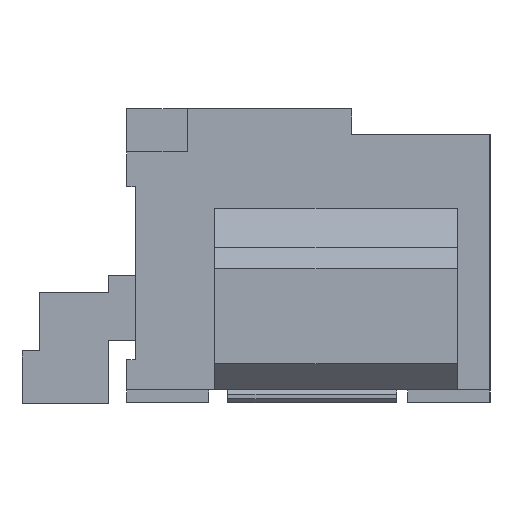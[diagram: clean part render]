
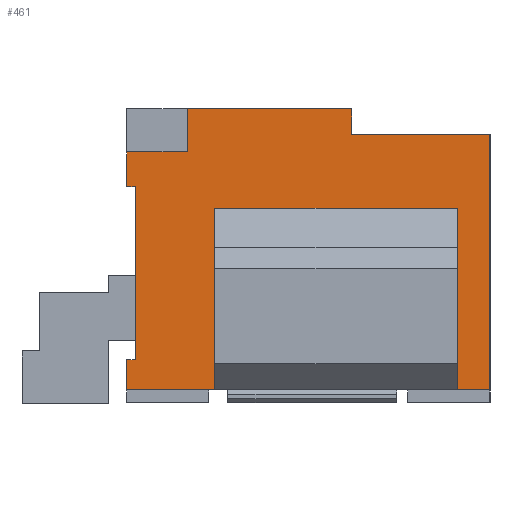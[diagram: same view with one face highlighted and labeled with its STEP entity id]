
A CAD part, left-side view. The second image highlights one B-rep face of the part: STEP entity #461.
In plain terms, the highlighted planar face has unit normal (-1, 0, 0).
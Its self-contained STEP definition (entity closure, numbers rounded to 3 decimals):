
#461 = ADVANCED_FACE( '', ( #974 ), #975, .T. );
#974 = FACE_OUTER_BOUND( '', #1580, .T. );
#975 = PLANE( '', #1581 );
#1580 = EDGE_LOOP( '', ( #2502, #2503, #2504, #2505, #2506, #2507, #2508, #2509, #2510, #2511, #2512, #2513, #2514, #2515, #2516, #2517 ) );
#1581 = AXIS2_PLACEMENT_3D( '', #2518, #2519, #2520 );
#2502 = ORIENTED_EDGE( '', *, *, #4163, .F. );
#2503 = ORIENTED_EDGE( '', *, *, #4164, .T. );
#2504 = ORIENTED_EDGE( '', *, *, #4165, .F. );
#2505 = ORIENTED_EDGE( '', *, *, #3946, .F. );
#2506 = ORIENTED_EDGE( '', *, *, #4166, .T. );
#2507 = ORIENTED_EDGE( '', *, *, #4167, .F. );
#2508 = ORIENTED_EDGE( '', *, *, #4168, .T. );
#2509 = ORIENTED_EDGE( '', *, *, #4169, .T. );
#2510 = ORIENTED_EDGE( '', *, *, #3955, .F. );
#2511 = ORIENTED_EDGE( '', *, *, #4026, .F. );
#2512 = ORIENTED_EDGE( '', *, *, #4092, .F. );
#2513 = ORIENTED_EDGE( '', *, *, #4002, .T. );
#2514 = ORIENTED_EDGE( '', *, *, #4170, .F. );
#2515 = ORIENTED_EDGE( '', *, *, #4171, .T. );
#2516 = ORIENTED_EDGE( '', *, *, #4172, .T. );
#2517 = ORIENTED_EDGE( '', *, *, #4173, .T. );
#2518 = CARTESIAN_POINT( '', ( -5.875, 0., 0. ) );
#2519 = DIRECTION( '', ( -1., 0., 0. ) );
#2520 = DIRECTION( '', ( 0., 0., 1. ) );
#3946 = EDGE_CURVE( '', #4749, #4751, #4752, .T. );
#3955 = EDGE_CURVE( '', #4766, #4767, #4768, .T. );
#4002 = EDGE_CURVE( '', #4851, #4849, #4852, .T. );
#4026 = EDGE_CURVE( '', #4893, #4766, #4894, .T. );
#4092 = EDGE_CURVE( '', #4851, #4893, #5005, .T. );
#4163 = EDGE_CURVE( '', #5115, #5116, #5117, .T. );
#4164 = EDGE_CURVE( '', #5115, #5118, #5119, .T. );
#4165 = EDGE_CURVE( '', #4751, #5118, #5120, .T. );
#4166 = EDGE_CURVE( '', #4749, #5121, #5122, .T. );
#4167 = EDGE_CURVE( '', #5123, #5121, #5124, .T. );
#4168 = EDGE_CURVE( '', #5123, #5125, #5126, .T. );
#4169 = EDGE_CURVE( '', #5125, #4767, #5127, .T. );
#4170 = EDGE_CURVE( '', #5128, #4849, #5129, .T. );
#4171 = EDGE_CURVE( '', #5128, #5130, #5131, .T. );
#4172 = EDGE_CURVE( '', #5130, #5132, #5133, .T. );
#4173 = EDGE_CURVE( '', #5132, #5116, #5134, .T. );
#4749 = VERTEX_POINT( '', #5917 );
#4751 = VERTEX_POINT( '', #5920 );
#4752 = LINE( '', #5921, #5922 );
#4766 = VERTEX_POINT( '', #5942 );
#4767 = VERTEX_POINT( '', #5943 );
#4768 = LINE( '', #5944, #5945 );
#4849 = VERTEX_POINT( '', #6062 );
#4851 = VERTEX_POINT( '', #6065 );
#4852 = LINE( '', #6066, #6067 );
#4893 = VERTEX_POINT( '', #6129 );
#4894 = LINE( '', #6130, #6131 );
#5005 = LINE( '', #6296, #6297 );
#5115 = VERTEX_POINT( '', #6461 );
#5116 = VERTEX_POINT( '', #6462 );
#5117 = LINE( '', #6463, #6464 );
#5118 = VERTEX_POINT( '', #6465 );
#5119 = LINE( '', #6466, #6467 );
#5120 = LINE( '', #6468, #6469 );
#5121 = VERTEX_POINT( '', #6470 );
#5122 = LINE( '', #6471, #6472 );
#5123 = VERTEX_POINT( '', #6473 );
#5124 = LINE( '', #6474, #6475 );
#5125 = VERTEX_POINT( '', #6476 );
#5126 = LINE( '', #6477, #6478 );
#5127 = LINE( '', #6479, #6480 );
#5128 = VERTEX_POINT( '', #6481 );
#5129 = LINE( '', #6482, #6483 );
#5130 = VERTEX_POINT( '', #6484 );
#5131 = LINE( '', #6485, #6486 );
#5132 = VERTEX_POINT( '', #6487 );
#5133 = LINE( '', #6488, #6489 );
#5134 = LINE( '', #6490, #6491 );
#5917 = CARTESIAN_POINT( '', ( -5.875, -0.5, 1.7 ) );
#5920 = CARTESIAN_POINT( '', ( -5.875, -0.5, 1.4 ) );
#5921 = CARTESIAN_POINT( '', ( -5.875, -0.5, 0. ) );
#5922 = VECTOR( '', #7421, 1000. );
#5942 = CARTESIAN_POINT( '', ( -5.875, 2., 0.8 ) );
#5943 = CARTESIAN_POINT( '', ( -5.875, 2.1, 0.8 ) );
#5944 = CARTESIAN_POINT( '', ( -5.875, 0., 0.8 ) );
#5945 = VECTOR( '', #7428, 1000. );
#6062 = CARTESIAN_POINT( '', ( -5.875, 2.1, -1.55 ) );
#6065 = CARTESIAN_POINT( '', ( -5.875, 2.1, -1.2 ) );
#6066 = CARTESIAN_POINT( '', ( -5.875, 2.1, 1.7 ) );
#6067 = VECTOR( '', #7466, 1000. );
#6129 = CARTESIAN_POINT( '', ( -5.875, 2., -1.2 ) );
#6130 = CARTESIAN_POINT( '', ( -5.875, 2., 0. ) );
#6131 = VECTOR( '', #7488, 1000. );
#6296 = CARTESIAN_POINT( '', ( -5.875, 0., -1.2 ) );
#6297 = VECTOR( '', #7543, 1000. );
#6461 = CARTESIAN_POINT( '', ( -5.875, -2.1, -1.55 ) );
#6462 = CARTESIAN_POINT( '', ( -5.875, -1.72, -1.55 ) );
#6463 = CARTESIAN_POINT( '', ( -5.875, 0., -1.55 ) );
#6464 = VECTOR( '', #7598, 1000. );
#6465 = CARTESIAN_POINT( '', ( -5.875, -2.1, 1.4 ) );
#6466 = CARTESIAN_POINT( '', ( -5.875, -2.1, -1.7 ) );
#6467 = VECTOR( '', #7599, 1000. );
#6468 = CARTESIAN_POINT( '', ( -5.875, 0., 1.4 ) );
#6469 = VECTOR( '', #7600, 1000. );
#6470 = CARTESIAN_POINT( '', ( -5.875, 1.4, 1.7 ) );
#6471 = CARTESIAN_POINT( '', ( -5.875, -2.1, 1.7 ) );
#6472 = VECTOR( '', #7601, 1000. );
#6473 = CARTESIAN_POINT( '', ( -5.875, 1.4, 1.2 ) );
#6474 = CARTESIAN_POINT( '', ( -5.875, 1.4, 1.2 ) );
#6475 = VECTOR( '', #7602, 1000. );
#6476 = CARTESIAN_POINT( '', ( -5.875, 2.1, 1.2 ) );
#6477 = CARTESIAN_POINT( '', ( -5.875, 1.4, 1.2 ) );
#6478 = VECTOR( '', #7603, 1000. );
#6479 = CARTESIAN_POINT( '', ( -5.875, 2.1, 1.7 ) );
#6480 = VECTOR( '', #7604, 1000. );
#6481 = CARTESIAN_POINT( '', ( -5.875, 1.08, -1.55 ) );
#6482 = CARTESIAN_POINT( '', ( -5.875, 0., -1.55 ) );
#6483 = VECTOR( '', #7605, 1000. );
#6484 = CARTESIAN_POINT( '', ( -5.875, 1.08, 0.55 ) );
#6485 = CARTESIAN_POINT( '', ( -5.875, 1.08, -1.7 ) );
#6486 = VECTOR( '', #7606, 1000. );
#6487 = CARTESIAN_POINT( '', ( -5.875, -1.72, 0.55 ) );
#6488 = CARTESIAN_POINT( '', ( -5.875, -1.72, 0.55 ) );
#6489 = VECTOR( '', #7607, 1000. );
#6490 = CARTESIAN_POINT( '', ( -5.875, -1.72, 0.1 ) );
#6491 = VECTOR( '', #7608, 1000. );
#7421 = DIRECTION( '', ( 0., 0., -1. ) );
#7428 = DIRECTION( '', ( 0., 1., 0. ) );
#7466 = DIRECTION( '', ( 0., 0., -1. ) );
#7488 = DIRECTION( '', ( 0., 0., 1. ) );
#7543 = DIRECTION( '', ( 0., -1., 0. ) );
#7598 = DIRECTION( '', ( 0., 1., 0. ) );
#7599 = DIRECTION( '', ( 0., 0., 1. ) );
#7600 = DIRECTION( '', ( 0., -1., 0. ) );
#7601 = DIRECTION( '', ( 0., 1., 0. ) );
#7602 = DIRECTION( '', ( 0., 0., 1. ) );
#7603 = DIRECTION( '', ( 0., 1., 0. ) );
#7604 = DIRECTION( '', ( 0., 0., -1. ) );
#7605 = DIRECTION( '', ( 0., 1., 0. ) );
#7606 = DIRECTION( '', ( 0., 0., 1. ) );
#7607 = DIRECTION( '', ( 0., -1., 0. ) );
#7608 = DIRECTION( '', ( 0., 0., -1. ) );
